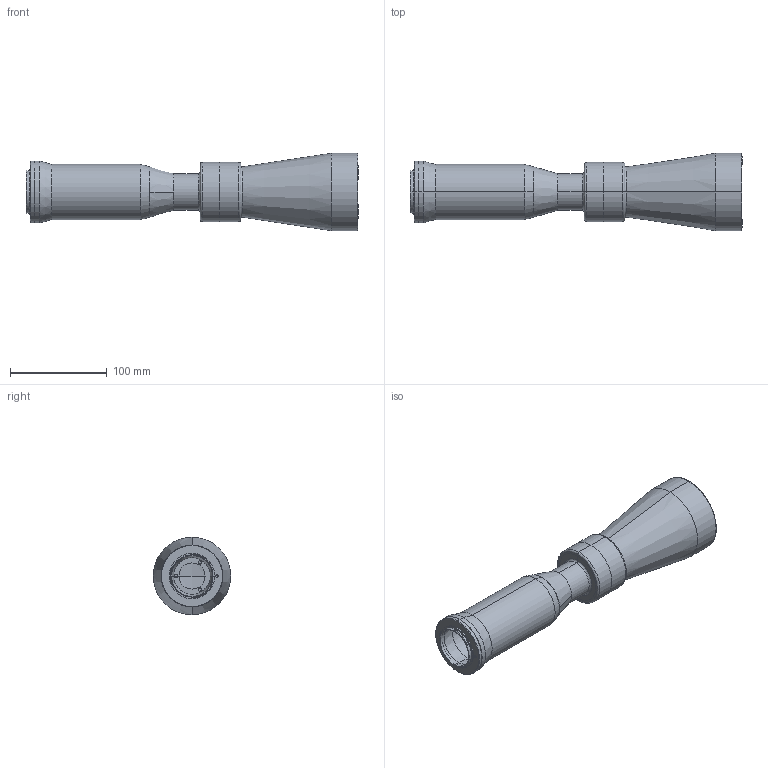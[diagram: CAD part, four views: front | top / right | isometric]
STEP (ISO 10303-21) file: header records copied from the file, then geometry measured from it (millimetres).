
FILE_DESCRIPTION (( 'STEP AP214' ), '1' );
FILE_NAME ('TC16M056.STEP', '2011-10-21T09:42:06', ( '--' ), ( '' ), 'SwSTEP 2.0', 'SolidWorks 2011', '' );
FILE_SCHEMA (( 'AUTOMOTIVE_DESIGN' ));
Length unit declared in the file: millimetre
Products named in the file (1): TC16M056
Bounding box: 342.83 x 80 x 80 mm (x, y, z)
Surface area: 100969.8 mm2 (no closed solid volume)
Topology: 0 solids, 10 shells, 104 faces, 281 edges, 188 vertices
Faces by surface type: cylinder 47, plane 24, cone 21, bspline 10, sphere 2
Entity records: 4589 total; most frequent: CARTESIAN_POINT 778, DIRECTION 615, ORIENTED_EDGE 476, EDGE_CURVE 281, AXIS2_PLACEMENT_3D 257, VERTEX_POINT 188, CIRCLE 162, EDGE_LOOP 121
